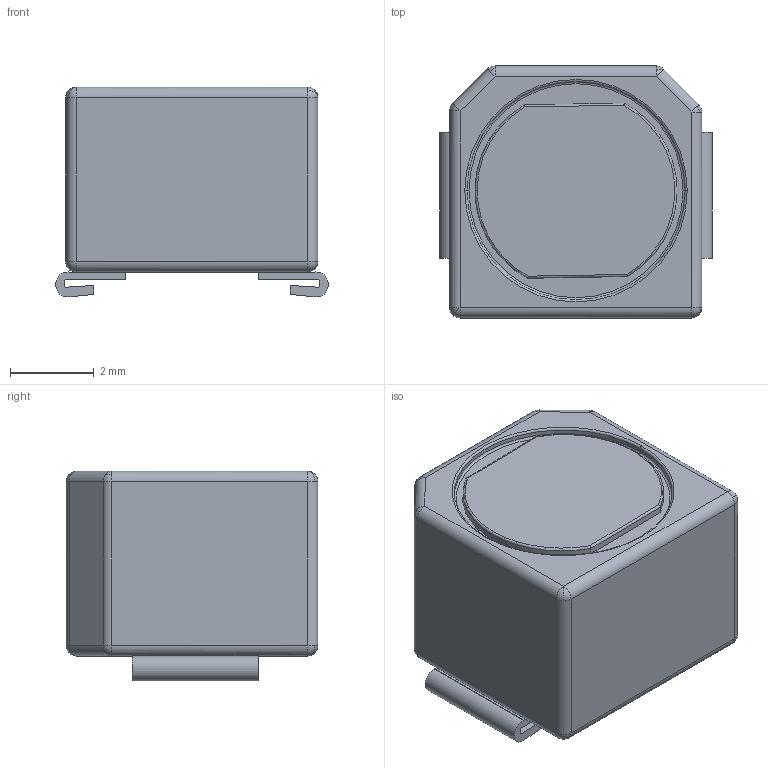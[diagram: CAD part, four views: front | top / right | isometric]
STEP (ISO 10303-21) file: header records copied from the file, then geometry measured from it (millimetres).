
FILE_DESCRIPTION (( 'STEP AP214' ), '1' );
FILE_NAME ('User Library-ELL6UH221M.STEP', '2017-05-14T13:43:51', ( 'Windows User' ), ( '' ), 'SwSTEP 2.0', 'SolidWorks 2017', '' );
FILE_SCHEMA (( 'AUTOMOTIVE_DESIGN' ));
Length unit declared in the file: millimetre
Products named in the file (1): User Library-ELL6UH221M
Bounding box: 6.5 x 6 x 5 mm (x, y, z)
Volume: 156.3 mm3; surface area: 239.9 mm2
Topology: 4 solids, 4 shells, 93 faces, 204 edges, 120 vertices
Faces by surface type: cylinder 33, plane 29, sphere 24, torus 7
Entity records: 3068 total; most frequent: CARTESIAN_POINT 496, DIRECTION 495, ORIENTED_EDGE 408, EDGE_CURVE 204, AXIS2_PLACEMENT_3D 201, VERTEX_POINT 120, CIRCLE 107, EDGE_LOOP 94
